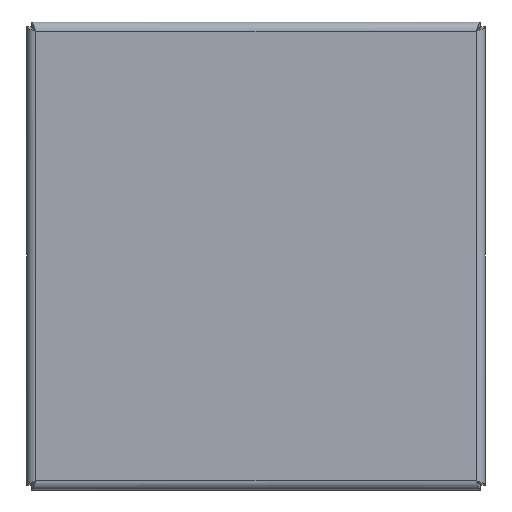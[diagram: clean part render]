
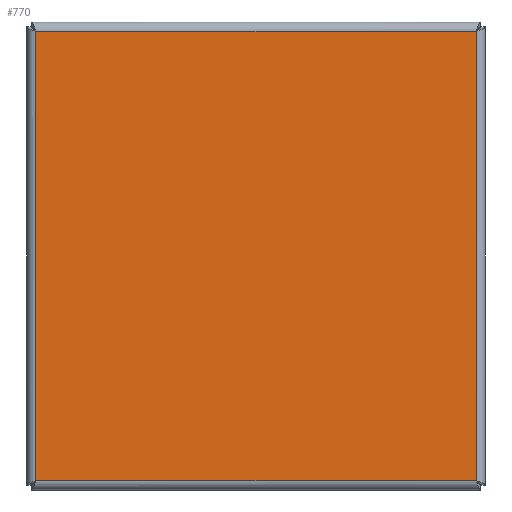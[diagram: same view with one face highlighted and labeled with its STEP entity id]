
A CAD part, front view. The second image highlights one B-rep face of the part: STEP entity #770.
In plain terms, the highlighted planar face has unit normal (0, -1, 0).
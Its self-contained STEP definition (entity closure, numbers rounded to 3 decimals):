
#120=FACE_OUTER_BOUND('',#168,.T.);
#168=EDGE_LOOP('',(#618,#619,#620,#621));
#211=LINE('',#1383,#271);
#217=LINE('',#1448,#277);
#222=LINE('',#1512,#282);
#227=LINE('',#1575,#287);
#271=VECTOR('',#892,10.);
#277=VECTOR('',#904,10.);
#282=VECTOR('',#915,10.);
#287=VECTOR('',#926,10.);
#347=VERTEX_POINT('',#1374);
#348=VERTEX_POINT('',#1382);
#350=VERTEX_POINT('',#1440);
#352=VERTEX_POINT('',#1504);
#420=EDGE_CURVE('',#348,#347,#211,.T.);
#428=EDGE_CURVE('',#347,#350,#217,.T.);
#435=EDGE_CURVE('',#350,#352,#222,.T.);
#442=EDGE_CURVE('',#352,#348,#227,.T.);
#618=ORIENTED_EDGE('',*,*,#420,.T.);
#619=ORIENTED_EDGE('',*,*,#428,.T.);
#620=ORIENTED_EDGE('',*,*,#435,.T.);
#621=ORIENTED_EDGE('',*,*,#442,.T.);
#679=PLANE('',#819);
#770=ADVANCED_FACE('',(#120),#679,.F.);
#819=AXIS2_PLACEMENT_3D('',#1627,#933,#934);
#892=DIRECTION('',(0.,0.,1.));
#904=DIRECTION('',(-1.,0.,0.));
#915=DIRECTION('',(0.,0.,-1.));
#926=DIRECTION('',(1.,0.,0.));
#933=DIRECTION('center_axis',(0.,1.,0.));
#934=DIRECTION('ref_axis',(1.,0.,0.));
#1374=CARTESIAN_POINT('',(96.,-77.,98.));
#1382=CARTESIAN_POINT('',(96.,-77.,-98.));
#1383=CARTESIAN_POINT('',(96.,-77.,-49.));
#1440=CARTESIAN_POINT('',(-96.,-77.,98.));
#1448=CARTESIAN_POINT('',(48.,-77.,98.));
#1504=CARTESIAN_POINT('',(-96.,-77.,-98.));
#1512=CARTESIAN_POINT('',(-96.,-77.,49.));
#1575=CARTESIAN_POINT('',(-48.,-77.,-98.));
#1627=CARTESIAN_POINT('Origin',(0.,-77.,
0.));
